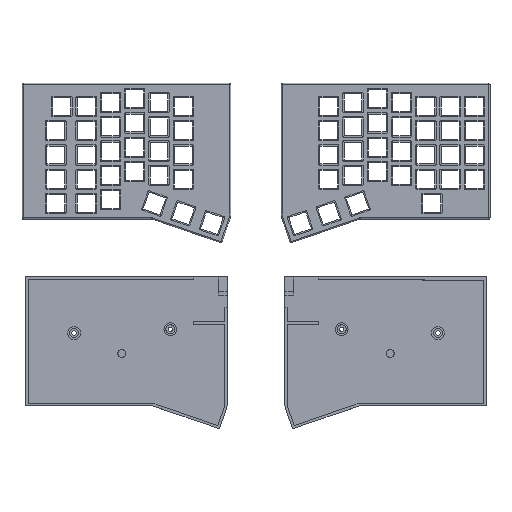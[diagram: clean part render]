
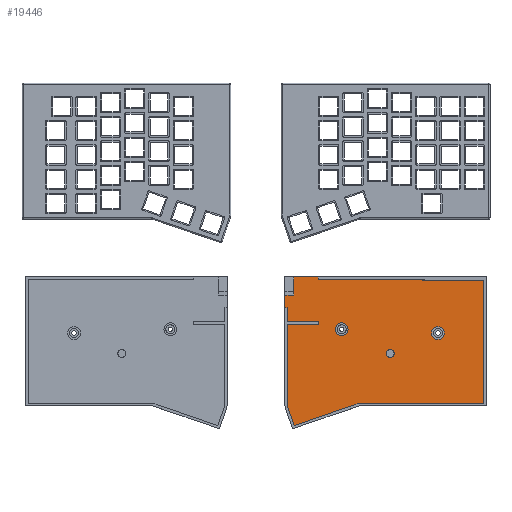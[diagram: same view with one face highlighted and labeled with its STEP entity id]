
A CAD part, top view. The second image highlights one B-rep face of the part: STEP entity #19446.
In plain terms, the highlighted planar face has unit normal (0, 0, 1).
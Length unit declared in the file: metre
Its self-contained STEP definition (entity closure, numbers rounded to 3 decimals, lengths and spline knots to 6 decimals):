
#374=CIRCLE('',#20581,0.003125);
#375=CIRCLE('',#20582,0.005);
#376=CIRCLE('',#20583,0.005);
#1064=ORIENTED_EDGE('',*,*,#6816,.F.);
#1065=ORIENTED_EDGE('',*,*,#6817,.F.);
#1066=ORIENTED_EDGE('',*,*,#6818,.F.);
#1067=ORIENTED_EDGE('',*,*,#6819,.F.);
#1068=ORIENTED_EDGE('',*,*,#6820,.T.);
#1069=ORIENTED_EDGE('',*,*,#6821,.T.);
#1070=ORIENTED_EDGE('',*,*,#6822,.T.);
#1071=ORIENTED_EDGE('',*,*,#6823,.T.);
#1072=ORIENTED_EDGE('',*,*,#6824,.T.);
#1073=ORIENTED_EDGE('',*,*,#6825,.T.);
#1074=ORIENTED_EDGE('',*,*,#6826,.T.);
#1075=ORIENTED_EDGE('',*,*,#6827,.T.);
#1076=ORIENTED_EDGE('',*,*,#6828,.T.);
#1077=ORIENTED_EDGE('',*,*,#6829,.T.);
#1078=ORIENTED_EDGE('',*,*,#6830,.T.);
#1079=ORIENTED_EDGE('',*,*,#6831,.F.);
#1080=ORIENTED_EDGE('',*,*,#6832,.F.);
#1081=ORIENTED_EDGE('',*,*,#6833,.F.);
#1082=ORIENTED_EDGE('',*,*,#6834,.F.);
#6816=EDGE_CURVE('',#9692,#9693,#11624,.T.);
#6817=EDGE_CURVE('',#9694,#9692,#11625,.T.);
#6818=EDGE_CURVE('',#9695,#9694,#11626,.T.);
#6819=EDGE_CURVE('',#9696,#9695,#11627,.T.);
#6820=EDGE_CURVE('',#9696,#9697,#11628,.T.);
#6821=EDGE_CURVE('',#9697,#9698,#11629,.T.);
#6822=EDGE_CURVE('',#9698,#9699,#11630,.T.);
#6823=EDGE_CURVE('',#9699,#9700,#11631,.T.);
#6824=EDGE_CURVE('',#9700,#9701,#11632,.T.);
#6825=EDGE_CURVE('',#9701,#9702,#11633,.T.);
#6826=EDGE_CURVE('',#9702,#9703,#11634,.T.);
#6827=EDGE_CURVE('',#9703,#9704,#11635,.T.);
#6828=EDGE_CURVE('',#9704,#9705,#11636,.T.);
#6829=EDGE_CURVE('',#9705,#9706,#11637,.T.);
#6830=EDGE_CURVE('',#9706,#9707,#11638,.T.);
#6831=EDGE_CURVE('',#9693,#9707,#11639,.T.);
#6832=EDGE_CURVE('',#9708,#9708,#374,.T.);
#6833=EDGE_CURVE('',#9709,#9709,#375,.T.);
#6834=EDGE_CURVE('',#9710,#9710,#376,.T.);
#9692=VERTEX_POINT('',#28108);
#9693=VERTEX_POINT('',#28109);
#9694=VERTEX_POINT('',#28111);
#9695=VERTEX_POINT('',#28113);
#9696=VERTEX_POINT('',#28115);
#9697=VERTEX_POINT('',#28117);
#9698=VERTEX_POINT('',#28119);
#9699=VERTEX_POINT('',#28121);
#9700=VERTEX_POINT('',#28123);
#9701=VERTEX_POINT('',#28125);
#9702=VERTEX_POINT('',#28127);
#9703=VERTEX_POINT('',#28129);
#9704=VERTEX_POINT('',#28131);
#9705=VERTEX_POINT('',#28133);
#9706=VERTEX_POINT('',#28135);
#9707=VERTEX_POINT('',#28137);
#9708=VERTEX_POINT('',#28140);
#9709=VERTEX_POINT('',#28142);
#9710=VERTEX_POINT('',#28144);
#11624=LINE('',#28107,#13810);
#11625=LINE('',#28110,#13811);
#11626=LINE('',#28112,#13812);
#11627=LINE('',#28114,#13813);
#11628=LINE('',#28116,#13814);
#11629=LINE('',#28118,#13815);
#11630=LINE('',#28120,#13816);
#11631=LINE('',#28122,#13817);
#11632=LINE('',#28124,#13818);
#11633=LINE('',#28126,#13819);
#11634=LINE('',#28128,#13820);
#11635=LINE('',#28130,#13821);
#11636=LINE('',#28132,#13822);
#11637=LINE('',#28134,#13823);
#11638=LINE('',#28136,#13824);
#11639=LINE('',#28138,#13825);
#13810=VECTOR('',#22363,1.);
#13811=VECTOR('',#22364,1.);
#13812=VECTOR('',#22365,1.);
#13813=VECTOR('',#22366,1.);
#13814=VECTOR('',#22367,1.);
#13815=VECTOR('',#22368,1.);
#13816=VECTOR('',#22369,1.);
#13817=VECTOR('',#22370,1.);
#13818=VECTOR('',#22371,1.);
#13819=VECTOR('',#22372,1.);
#13820=VECTOR('',#22373,1.);
#13821=VECTOR('',#22374,1.);
#13822=VECTOR('',#22375,1.);
#13823=VECTOR('',#22376,1.);
#13824=VECTOR('',#22377,1.);
#13825=VECTOR('',#22378,1.);
#15996=EDGE_LOOP('',(#1064,#1065,#1066,#1067,#1068,#1069,#1070,#1071,#1072,
#1073,#1074,#1075,#1076,#1077,#1078,#1079));
#15997=EDGE_LOOP('',(#1080));
#15998=EDGE_LOOP('',(#1081));
#15999=EDGE_LOOP('',(#1082));
#17356=FACE_BOUND('',#15996,.T.);
#17357=FACE_BOUND('',#15997,.T.);
#17358=FACE_BOUND('',#15998,.T.);
#17359=FACE_BOUND('',#15999,.T.);
#18716=PLANE('',#20580);
#19446=ADVANCED_FACE('',(#17356,#17357,#17358,#17359),#18716,.T.);
#20580=AXIS2_PLACEMENT_3D('',#28106,#22361,#22362);
#20581=AXIS2_PLACEMENT_3D('',#28139,#22379,#22380);
#20582=AXIS2_PLACEMENT_3D('',#28141,#22381,#22382);
#20583=AXIS2_PLACEMENT_3D('',#28143,#22383,#22384);
#22361=DIRECTION('',(0.,0.,1.));
#22362=DIRECTION('',(1.,0.,0.));
#22363=DIRECTION('',(1.,0.,0.));
#22364=DIRECTION('',(0.,1.,0.));
#22365=DIRECTION('',(1.,0.,0.));
#22366=DIRECTION('',(0.,1.,0.));
#22367=DIRECTION('',(1.,0.,0.));
#22368=DIRECTION('',(0.,-1.,0.));
#22369=DIRECTION('',(1.,0.,0.));
#22370=DIRECTION('',(0.,-1.,0.));
#22371=DIRECTION('',(-1.,0.,0.));
#22372=DIRECTION('',(0.,-1.,0.));
#22373=DIRECTION('',(0.324,-0.946,0.));
#22374=DIRECTION('',(0.946,0.324,0.));
#22375=DIRECTION('',(1.,0.,0.));
#22376=DIRECTION('',(0.,1.,0.));
#22377=DIRECTION('',(-1.,0.005,0.));
#22378=DIRECTION('',(0.,-1.,0.));
#22379=DIRECTION('',(0.,0.,1.));
#22380=DIRECTION('',(1.,0.,0.));
#22381=DIRECTION('',(0.,0.,1.));
#22382=DIRECTION('',(1.,0.,0.));
#22383=DIRECTION('',(0.,0.,1.));
#22384=DIRECTION('',(1.,0.,0.));
#28106=CARTESIAN_POINT('',(0.041808,-0.089884,0.));
#28107=CARTESIAN_POINT('',(0.114863,-0.08972,0.));
#28108=CARTESIAN_POINT('',(0.0295,-0.08972,0.));
#28109=CARTESIAN_POINT('',(0.04875,-0.08972,0.));
#28110=CARTESIAN_POINT('',(0.0295,-0.10272,0.));
#28111=CARTESIAN_POINT('',(0.0295,-0.10397,0.));
#28112=CARTESIAN_POINT('',(0.024111,-0.10397,0.));
#28113=CARTESIAN_POINT('',(0.0225,-0.10397,0.));
#28114=CARTESIAN_POINT('',(0.0225,-0.15247,0.));
#28115=CARTESIAN_POINT('',(0.0225,-0.11397,0.));
#28116=CARTESIAN_POINT('',(0.0235,-0.11397,0.));
#28117=CARTESIAN_POINT('',(0.0245,-0.11397,0.));
#28118=CARTESIAN_POINT('',(0.0245,-0.119345,0.));
#28119=CARTESIAN_POINT('',(0.0245,-0.12472,0.));
#28120=CARTESIAN_POINT('',(0.036688,-0.12472,0.));
#28121=CARTESIAN_POINT('',(0.048875,-0.12472,0.));
#28122=CARTESIAN_POINT('',(0.048875,-0.12597,0.));
#28123=CARTESIAN_POINT('',(0.048875,-0.12722,0.));
#28124=CARTESIAN_POINT('',(0.036688,-0.12722,0.));
#28125=CARTESIAN_POINT('',(0.0245,-0.12722,0.));
#28126=CARTESIAN_POINT('',(0.0245,-0.158928,0.));
#28127=CARTESIAN_POINT('',(0.0245,-0.190637,0.));
#28128=CARTESIAN_POINT('',(0.028624,-0.202666,0.));
#28129=CARTESIAN_POINT('',(0.029922,-0.20645,0.));
#28130=CARTESIAN_POINT('',(0.059197,-0.196413,0.));
#28131=CARTESIAN_POINT('',(0.080904,-0.18897,0.));
#28132=CARTESIAN_POINT('',(0.174975,-0.18897,0.));
#28133=CARTESIAN_POINT('',(0.178975,-0.18897,0.));
#28134=CARTESIAN_POINT('',(0.178975,-0.096378,0.));
#28135=CARTESIAN_POINT('',(0.178975,-0.092399,0.));
#28136=CARTESIAN_POINT('',(0.109883,-0.092039,0.));
#28137=CARTESIAN_POINT('',(0.04875,-0.09172,0.));
#28138=CARTESIAN_POINT('',(0.04875,-0.09072,0.));
#28139=CARTESIAN_POINT('',(0.1054,-0.14987,0.));
#28140=CARTESIAN_POINT('',(0.108525,-0.14987,0.));
#28141=CARTESIAN_POINT('',(0.14285,-0.13382,0.));
#28142=CARTESIAN_POINT('',(0.14785,-0.13382,0.));
#28143=CARTESIAN_POINT('',(0.0673,-0.13082,0.));
#28144=CARTESIAN_POINT('',(0.0723,-0.13082,0.));
